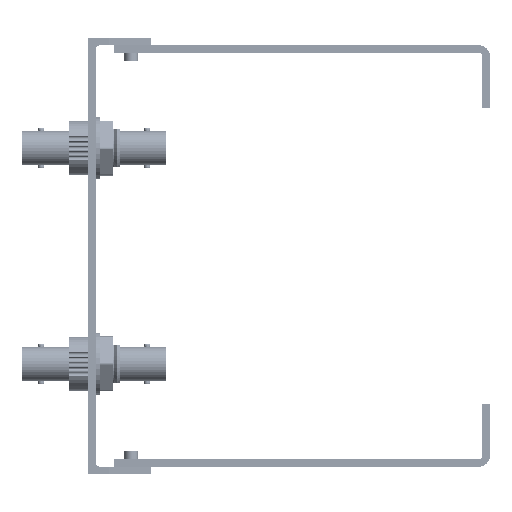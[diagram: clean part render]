
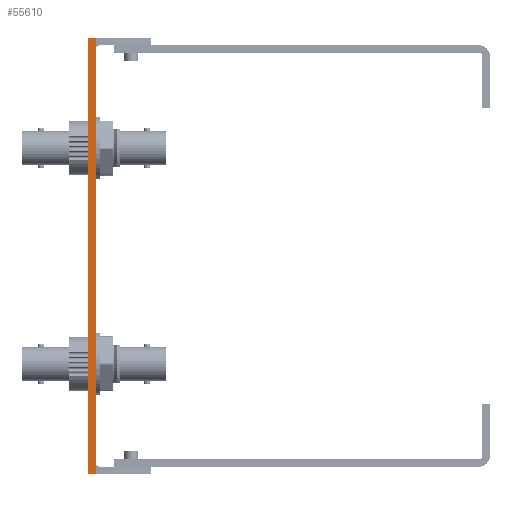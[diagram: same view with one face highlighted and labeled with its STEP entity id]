
A CAD part, left-side view. The second image highlights one B-rep face of the part: STEP entity #55610.
In plain terms, the highlighted planar face has unit normal (-1, 0, 0).
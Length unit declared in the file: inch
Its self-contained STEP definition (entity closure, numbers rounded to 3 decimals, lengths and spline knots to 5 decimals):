
#267 = CARTESIAN_POINT ( 'NONE',  ( -9.5, 0.06, -1.74 ) ) ;
#1217 = EDGE_CURVE ( 'NONE', #26126, #49595, #47361, .T. ) ;
#2078 = ORIENTED_EDGE ( 'NONE', *, *, #1217, .T. ) ;
#2169 = VECTOR ( 'NONE', #9507, 39.37008 ) ;
#6566 = ORIENTED_EDGE ( 'NONE', *, *, #44532, .F. ) ;
#6600 = VECTOR ( 'NONE', #70797, 39.37008 ) ;
#9507 = DIRECTION ( 'NONE',  ( 0., 1., 0. ) ) ;
#10655 = CARTESIAN_POINT ( 'NONE',  ( -9.5, 0., -1.74 ) ) ;
#12617 = LINE ( 'NONE', #45197, #67915 ) ;
#13094 = EDGE_CURVE ( 'NONE', #63050, #26126, #67422, .T. ) ;
#15057 = CARTESIAN_POINT ( 'NONE',  ( -9.5, -38.63213, 1.74 ) ) ;
#15487 = DIRECTION ( 'NONE',  ( 0., 0., 1. ) ) ;
#21043 = DIRECTION ( 'NONE',  ( 0., 0., 1. ) ) ;
#23830 = VECTOR ( 'NONE', #59923, 39.37008 ) ;
#25653 = LINE ( 'NONE', #71780, #23830 ) ;
#26126 = VERTEX_POINT ( 'NONE', #61772 ) ;
#30385 = EDGE_CURVE ( 'NONE', #63050, #48452, #25653, .T. ) ;
#38526 = ORIENTED_EDGE ( 'NONE', *, *, #30385, .F. ) ;
#43302 = AXIS2_PLACEMENT_3D ( 'NONE', #15057, #56312, #21043 ) ;
#44532 = EDGE_CURVE ( 'NONE', #48452, #49595, #12617, .T. ) ;
#44845 = CARTESIAN_POINT ( 'NONE',  ( -9.5, 0.06, 1.74 ) ) ;
#45197 = CARTESIAN_POINT ( 'NONE',  ( -9.5, 0.06, 1.74 ) ) ;
#47361 = LINE ( 'NONE', #49164, #2169 ) ;
#48452 = VERTEX_POINT ( 'NONE', #267 ) ;
#49164 = CARTESIAN_POINT ( 'NONE',  ( -9.5, -38.63213, 1.74 ) ) ;
#49595 = VERTEX_POINT ( 'NONE', #44845 ) ;
#50174 = PLANE ( 'NONE',  #43302 ) ;
#55610 = ADVANCED_FACE ( 'NONE', ( #69203 ), #50174, .T. ) ;
#56312 = DIRECTION ( 'NONE',  ( -1., 0., 0. ) ) ;
#59923 = DIRECTION ( 'NONE',  ( 0., 1., 0. ) ) ;
#61772 = CARTESIAN_POINT ( 'NONE',  ( -9.5, 0., 1.74 ) ) ;
#61928 = EDGE_LOOP ( 'NONE', ( #6566, #38526, #67306, #2078 ) ) ;
#63050 = VERTEX_POINT ( 'NONE', #10655 ) ;
#67306 = ORIENTED_EDGE ( 'NONE', *, *, #13094, .T. ) ;
#67422 = LINE ( 'NONE', #71133, #6600 ) ;
#67915 = VECTOR ( 'NONE', #15487, 39.37008 ) ;
#69203 = FACE_OUTER_BOUND ( 'NONE', #61928, .T. ) ;
#70797 = DIRECTION ( 'NONE',  ( 0., 0., 1. ) ) ;
#71133 = CARTESIAN_POINT ( 'NONE',  ( -9.5, 0., 1.74 ) ) ;
#71780 = CARTESIAN_POINT ( 'NONE',  ( -9.5, -38.63213, -1.74 ) ) ;
